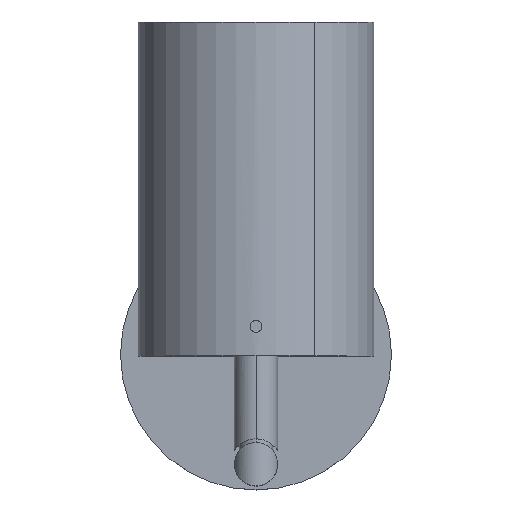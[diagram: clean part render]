
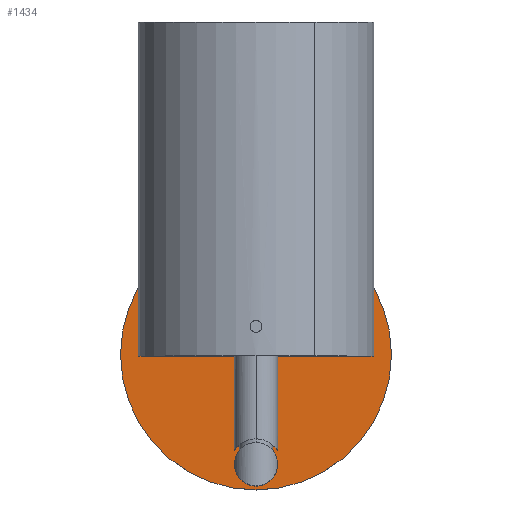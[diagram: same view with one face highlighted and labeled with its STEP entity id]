
A CAD part, top view. The second image highlights one B-rep face of the part: STEP entity #1434.
In plain terms, the highlighted planar face has unit normal (0, 0, 1).
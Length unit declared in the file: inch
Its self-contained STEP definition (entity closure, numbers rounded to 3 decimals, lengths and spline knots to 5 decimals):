
#22=CARTESIAN_POINT('',(0.,0.35,0.315));
#23=DIRECTION('',(0.,0.,1.));
#24=DIRECTION('',(-1.,0.,0.));
#25=AXIS2_PLACEMENT_3D('',#22,#23,#24);
#31=CARTESIAN_POINT('',(0.,-1.855,0.315));
#32=DIRECTION('',(0.,0.,1.));
#33=DIRECTION('',(0.,1.,0.));
#34=AXIS2_PLACEMENT_3D('',#31,#32,#33);
#36=CARTESIAN_POINT('',(0.,-1.855,0.315));
#37=DIRECTION('',(0.,0.,1.));
#38=DIRECTION('',(0.,-1.,0.));
#39=AXIS2_PLACEMENT_3D('',#36,#37,#38);
#41=CARTESIAN_POINT('',(0.,0.35,0.315));
#42=DIRECTION('',(0.,0.,1.));
#43=DIRECTION('',(1.,0.,0.));
#44=AXIS2_PLACEMENT_3D('',#41,#42,#43);
#1250=CARTESIAN_POINT('',(-2.715,0.35,0.315));
#1251=CARTESIAN_POINT('',(2.715,0.35,0.315));
#1252=VERTEX_POINT('',#1250);
#1253=VERTEX_POINT('',#1251);
#1279=CARTESIAN_POINT('',(0.,-1.422,0.315));
#1280=CARTESIAN_POINT('',(0.,-2.288,0.315));
#1281=VERTEX_POINT('',#1279);
#1282=VERTEX_POINT('',#1280);
#1418=CARTESIAN_POINT('',(0.,0.35,0.315));
#1419=DIRECTION('',(0.,0.,1.));
#1420=DIRECTION('',(-1.,0.,0.));
#1421=AXIS2_PLACEMENT_3D('',#1418,#1419,#1420);
#1422=PLANE('',#1421);
#1423=ORIENTED_EDGE('',*,*,#1408,.F.);
#1425=ORIENTED_EDGE('',*,*,#1424,.F.);
#1426=EDGE_LOOP('',(#1423,#1425));
#1427=FACE_OUTER_BOUND('',#1426,.F.);
#1429=ORIENTED_EDGE('',*,*,#1428,.T.);
#1431=ORIENTED_EDGE('',*,*,#1430,.T.);
#1432=EDGE_LOOP('',(#1429,#1431));
#1433=FACE_BOUND('',#1432,.F.);
#1434=ADVANCED_FACE('',(#1427,#1433),#1422,.T.);
#26=CIRCLE('',#25,2.715);
#35=CIRCLE('',#34,0.433);
#40=CIRCLE('',#39,0.433);
#45=CIRCLE('',#44,2.715);
#1408=EDGE_CURVE('',#1252,#1253,#26,.T.);
#1424=EDGE_CURVE('',#1253,#1252,#45,.T.);
#1428=EDGE_CURVE('',#1281,#1282,#35,.T.);
#1430=EDGE_CURVE('',#1282,#1281,#40,.T.);
